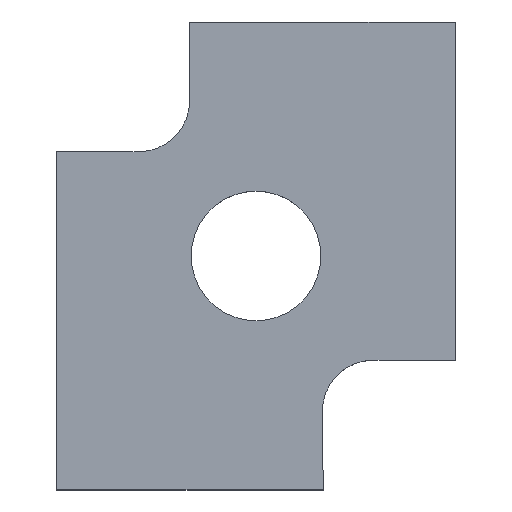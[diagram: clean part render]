
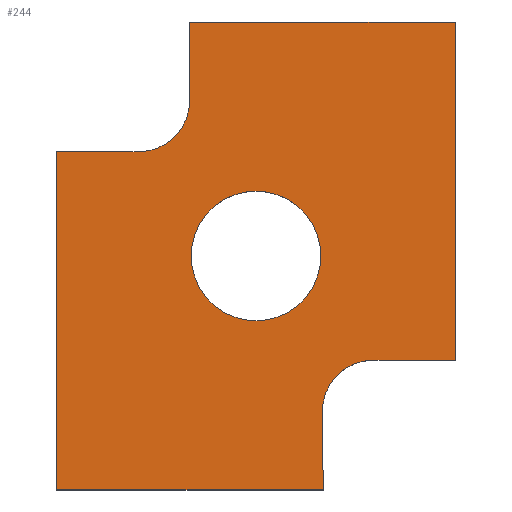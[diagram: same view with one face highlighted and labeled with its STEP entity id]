
A CAD part, top view. The second image highlights one B-rep face of the part: STEP entity #244.
In plain terms, the highlighted planar face has unit normal (0, 0, 1).
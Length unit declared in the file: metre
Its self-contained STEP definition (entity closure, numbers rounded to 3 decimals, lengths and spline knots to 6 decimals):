
#13=CIRCLE('',#262,0.004064);
#15=CIRCLE('',#269,0.004064);
#16=CIRCLE('',#274,0.005207);
#63=ORIENTED_EDGE('',*,*,#87,.F.);
#64=ORIENTED_EDGE('',*,*,#91,.F.);
#65=ORIENTED_EDGE('',*,*,#94,.T.);
#66=ORIENTED_EDGE('',*,*,#97,.T.);
#67=ORIENTED_EDGE('',*,*,#100,.T.);
#68=ORIENTED_EDGE('',*,*,#103,.F.);
#69=ORIENTED_EDGE('',*,*,#106,.F.);
#70=ORIENTED_EDGE('',*,*,#109,.T.);
#71=ORIENTED_EDGE('',*,*,#112,.F.);
#72=ORIENTED_EDGE('',*,*,#114,.F.);
#73=ORIENTED_EDGE('',*,*,#115,.F.);
#87=EDGE_CURVE('',#119,#120,#141,.T.);
#91=EDGE_CURVE('',#122,#119,#13,.T.);
#94=EDGE_CURVE('',#122,#124,#146,.T.);
#97=EDGE_CURVE('',#124,#126,#149,.T.);
#100=EDGE_CURVE('',#126,#128,#152,.T.);
#103=EDGE_CURVE('',#130,#128,#155,.T.);
#106=EDGE_CURVE('',#132,#130,#15,.T.);
#109=EDGE_CURVE('',#132,#134,#159,.T.);
#112=EDGE_CURVE('',#136,#134,#162,.T.);
#114=EDGE_CURVE('',#120,#136,#164,.T.);
#115=EDGE_CURVE('',#137,#137,#16,.T.);
#119=VERTEX_POINT('',#350);
#120=VERTEX_POINT('',#352);
#122=VERTEX_POINT('',#358);
#124=VERTEX_POINT('',#364);
#126=VERTEX_POINT('',#370);
#128=VERTEX_POINT('',#376);
#130=VERTEX_POINT('',#382);
#132=VERTEX_POINT('',#388);
#134=VERTEX_POINT('',#394);
#136=VERTEX_POINT('',#400);
#137=VERTEX_POINT('',#407);
#141=LINE('',#351,#167);
#146=LINE('',#365,#172);
#149=LINE('',#371,#175);
#152=LINE('',#377,#178);
#155=LINE('',#383,#181);
#159=LINE('',#395,#185);
#162=LINE('',#401,#188);
#164=LINE('',#404,#190);
#167=VECTOR('',#284,1.);
#172=VECTOR('',#297,1.);
#175=VECTOR('',#302,1.);
#178=VECTOR('',#307,1.);
#181=VECTOR('',#312,1.);
#185=VECTOR('',#324,1.);
#188=VECTOR('',#329,1.);
#190=VECTOR('',#333,1.);
#203=EDGE_LOOP('',(#63,#64,#65,#66,#67,#68,#69,#70,#71,#72));
#204=EDGE_LOOP('',(#73));
#219=FACE_BOUND('',#203,.T.);
#220=FACE_BOUND('',#204,.T.);
#231=PLANE('',#276);
#244=ADVANCED_FACE('',(#219,#220),#231,.T.);
#262=AXIS2_PLACEMENT_3D('',#359,#291,#292);
#269=AXIS2_PLACEMENT_3D('',#389,#318,#319);
#274=AXIS2_PLACEMENT_3D('',#406,#336,#337);
#276=AXIS2_PLACEMENT_3D('',#410,#340,#341);
#284=DIRECTION('',(0.01,-1.,0.));
#291=DIRECTION('',(0.,0.,1.));
#292=DIRECTION('',(1.,0.,0.));
#297=DIRECTION('',(1.,0.,0.));
#302=DIRECTION('',(0.,1.,0.));
#307=DIRECTION('',(-1.,0.,0.));
#312=DIRECTION('',(0.,1.,0.));
#318=DIRECTION('',(0.,0.,1.));
#319=DIRECTION('',(1.,0.,0.));
#324=DIRECTION('',(-1.,0.,0.));
#329=DIRECTION('',(0.,1.,0.));
#333=DIRECTION('',(-1.,0.,0.));
#336=DIRECTION('',(0.,0.,1.));
#337=DIRECTION('',(1.,0.,0.));
#340=DIRECTION('',(0.,0.,1.));
#341=DIRECTION('',(1.,0.,0.));
#350=CARTESIAN_POINT('',(0.005334,-0.012446,0.00275));
#351=CARTESIAN_POINT('',(0.005334,-0.012487,0.00275));
#352=CARTESIAN_POINT('',(0.005399,-0.018796,0.00275));
#358=CARTESIAN_POINT('',(0.009398,-0.008382,0.00275));
#359=CARTESIAN_POINT('',(0.009398,-0.012446,0.00275));
#364=CARTESIAN_POINT('',(0.016002,-0.008382,0.00275));
#365=CARTESIAN_POINT('',(0.0127,-0.008382,0.00275));
#370=CARTESIAN_POINT('',(0.016002,0.018796,0.00275));
#371=CARTESIAN_POINT('',(0.016002,0.005207,0.00275));
#376=CARTESIAN_POINT('',(-0.005334,0.018796,0.00275));
#377=CARTESIAN_POINT('',(0.005334,0.018796,0.00275));
#382=CARTESIAN_POINT('',(-0.005334,0.012446,0.00275));
#383=CARTESIAN_POINT('',(-0.005334,0.015621,0.00275));
#388=CARTESIAN_POINT('',(-0.009398,0.008382,0.00275));
#389=CARTESIAN_POINT('',(-0.009398,0.012446,0.00275));
#394=CARTESIAN_POINT('',(-0.016002,0.008382,0.00275));
#395=CARTESIAN_POINT('',(-0.0127,0.008382,0.00275));
#400=CARTESIAN_POINT('',(-0.016002,-0.018796,0.00275));
#401=CARTESIAN_POINT('',(-0.016002,-0.005207,0.00275));
#404=CARTESIAN_POINT('',(-0.005302,-0.018796,0.00275));
#406=CARTESIAN_POINT('',(0.,0.,0.00275));
#407=CARTESIAN_POINT('',(0.005207,0.,0.00275));
#410=CARTESIAN_POINT('',(0.,0.,0.00275));
